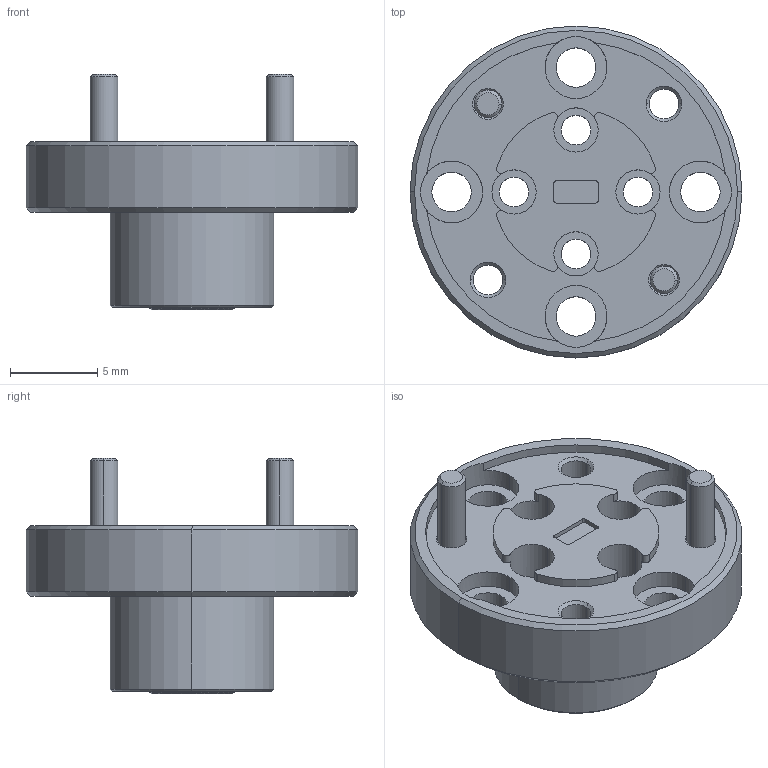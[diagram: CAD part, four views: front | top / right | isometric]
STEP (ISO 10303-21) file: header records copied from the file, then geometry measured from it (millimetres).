
FILE_DESCRIPTION (( 'STEP AP203' ), '1' );
FILE_NAME ('SUF-1006-280-S1.STEP', '2025-09-19T23:52:24', ( '' ), ( '' ), 'SwSTEP 2.0', 'SolidWorks 2021', '' );
FILE_SCHEMA (( 'CONFIG_CONTROL_DESIGN' ));
Length unit declared in the file: millimetre
Products named in the file (1): SUF-1006-280-S1
Bounding box: 19.05 x 19.05 x 13.54 mm (x, y, z)
Volume: 1246.1 mm3; surface area: 1455.7 mm2
Topology: 3 solids, 3 shells, 165 faces, 412 edges, 257 vertices
Faces by surface type: cylinder 90, cone 45, plane 30
Entity records: 5062 total; most frequent: DIRECTION 967, CARTESIAN_POINT 839, ORIENTED_EDGE 808, EDGE_CURVE 404, AXIS2_PLACEMENT_3D 401, VERTEX_POINT 257, CIRCLE 235, EDGE_LOOP 201
